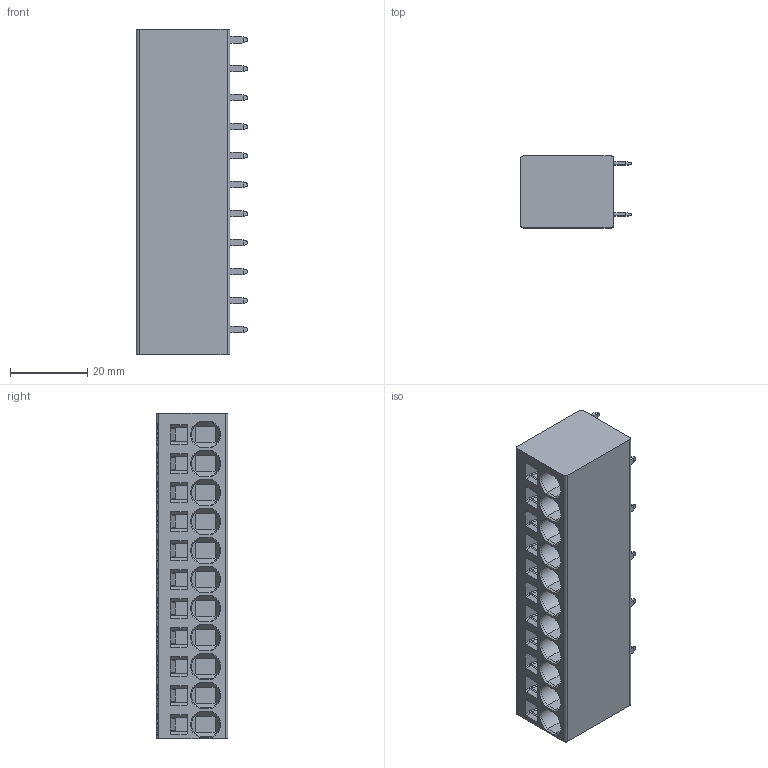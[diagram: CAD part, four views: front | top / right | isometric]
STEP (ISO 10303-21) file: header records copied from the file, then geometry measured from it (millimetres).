
FILE_DESCRIPTION((''),'2;1');
FILE_NAME('TLM-404VA','2024-09-21T',('sj'),(''),'PRO/ENGINEER BY PARAMETRIC TECHNOLOGY CORPORATION, 2013240','PRO/ENGINEER BY PARAMETRIC TECHNOLOGY CORPORATION, 2013240','');
FILE_SCHEMA(('AUTOMOTIVE_DESIGN_CC2 { 1 2 10303 214 -1 1 5 2 }'));
Length unit declared in the file: millimetre
Products named in the file (1): TLM-404VA
Bounding box: 28.75 x 18.5 x 84.3 mm (x, y, z)
Volume: 33391.7 mm3; surface area: 11109.3 mm2
Topology: 1 solids, 1 shells, 703 faces, 1872 edges, 1204 vertices
Faces by surface type: plane 446, cylinder 191, cone 22, torus 22, bspline 22
Entity records: 22854 total; most frequent: CARTESIAN_POINT 5857, ORIENTED_EDGE 3744, DIRECTION 3198, EDGE_CURVE 1872, VECTOR 1248, LINE 1248, VERTEX_POINT 1204, AXIS2_PLACEMENT_3D 975
